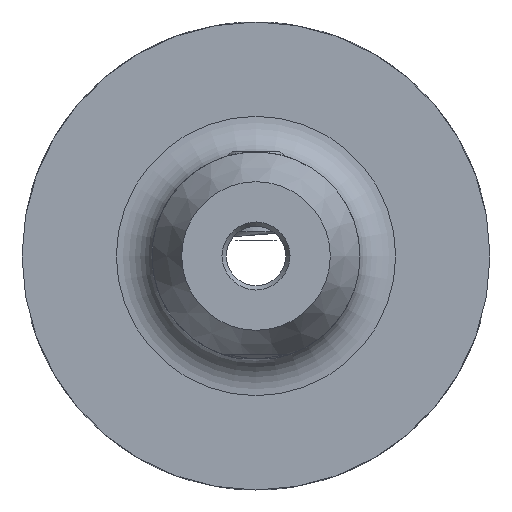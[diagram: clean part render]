
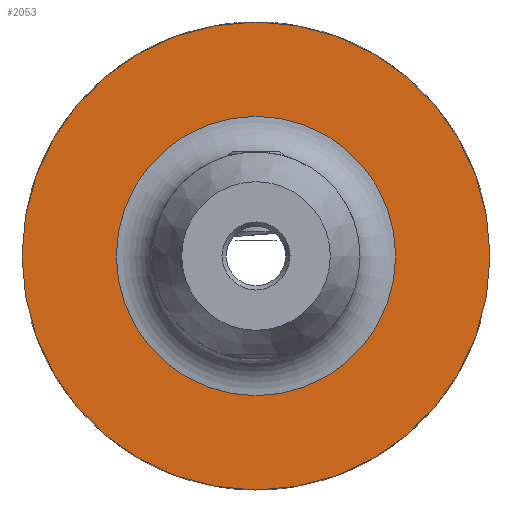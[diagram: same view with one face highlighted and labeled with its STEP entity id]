
A CAD part, left-side view. The second image highlights one B-rep face of the part: STEP entity #2053.
In plain terms, the highlighted planar face has unit normal (-1, 0, 0).
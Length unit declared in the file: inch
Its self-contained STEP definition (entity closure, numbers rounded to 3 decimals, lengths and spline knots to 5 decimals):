
#46=FACE_BOUND('',#365,.T.);
#94=PLANE('',#2285);
#242=FACE_OUTER_BOUND('',#364,.T.);
#364=EDGE_LOOP('',(#1811,#1812));
#365=EDGE_LOOP('',(#1813,#1814));
#640=CIRCLE('',#2119,1.24016);
#641=CIRCLE('',#2120,1.24016);
#722=CIRCLE('',#2283,0.74016);
#723=CIRCLE('',#2284,0.74016);
#774=VERTEX_POINT('',#3233);
#775=VERTEX_POINT('',#3235);
#926=VERTEX_POINT('',#4803);
#927=VERTEX_POINT('',#4805);
#997=EDGE_CURVE('',#774,#775,#640,.T.);
#998=EDGE_CURVE('',#775,#774,#641,.T.);
#1223=EDGE_CURVE('',#927,#926,#722,.T.);
#1224=EDGE_CURVE('',#926,#927,#723,.T.);
#1811=ORIENTED_EDGE('',*,*,#998,.F.);
#1812=ORIENTED_EDGE('',*,*,#997,.F.);
#1813=ORIENTED_EDGE('',*,*,#1223,.T.);
#1814=ORIENTED_EDGE('',*,*,#1224,.T.);
#2053=ADVANCED_FACE('',(#242,#46),#94,.T.);
#2119=AXIS2_PLACEMENT_3D('',#3236,#2397,#2398);
#2120=AXIS2_PLACEMENT_3D('',#3237,#2399,#2400);
#2283=AXIS2_PLACEMENT_3D('',#4806,#2786,#2787);
#2284=AXIS2_PLACEMENT_3D('',#4807,#2788,#2789);
#2285=AXIS2_PLACEMENT_3D('',#4808,#2790,#2791);
#2397=DIRECTION('center_axis',(1.,0.,0.));
#2398=DIRECTION('ref_axis',(0.,1.,0.));
#2399=DIRECTION('center_axis',(1.,0.,0.));
#2400=DIRECTION('ref_axis',(0.,1.,0.));
#2786=DIRECTION('center_axis',(1.,0.,0.));
#2787=DIRECTION('ref_axis',(0.,1.,0.));
#2788=DIRECTION('center_axis',(1.,0.,0.));
#2789=DIRECTION('ref_axis',(0.,1.,0.));
#2790=DIRECTION('center_axis',(-1.,0.,0.));
#2791=DIRECTION('ref_axis',(0.,0.,1.));
#3233=CARTESIAN_POINT('',(-0.86614,-1.24016,0.));
#3235=CARTESIAN_POINT('',(-0.86614,1.24016,0.));
#3236=CARTESIAN_POINT('Origin',(-0.86614,0.,
0.));
#3237=CARTESIAN_POINT('Origin',(-0.86614,0.,
0.));
#4803=CARTESIAN_POINT('',(-0.86614,0.,0.74016));
#4805=CARTESIAN_POINT('',(-0.86614,0.74016,0.));
#4806=CARTESIAN_POINT('Origin',(-0.86614,0.,
0.));
#4807=CARTESIAN_POINT('Origin',(-0.86614,0.,
0.));
#4808=CARTESIAN_POINT('Origin',(-0.86614,0.99016,0.));
